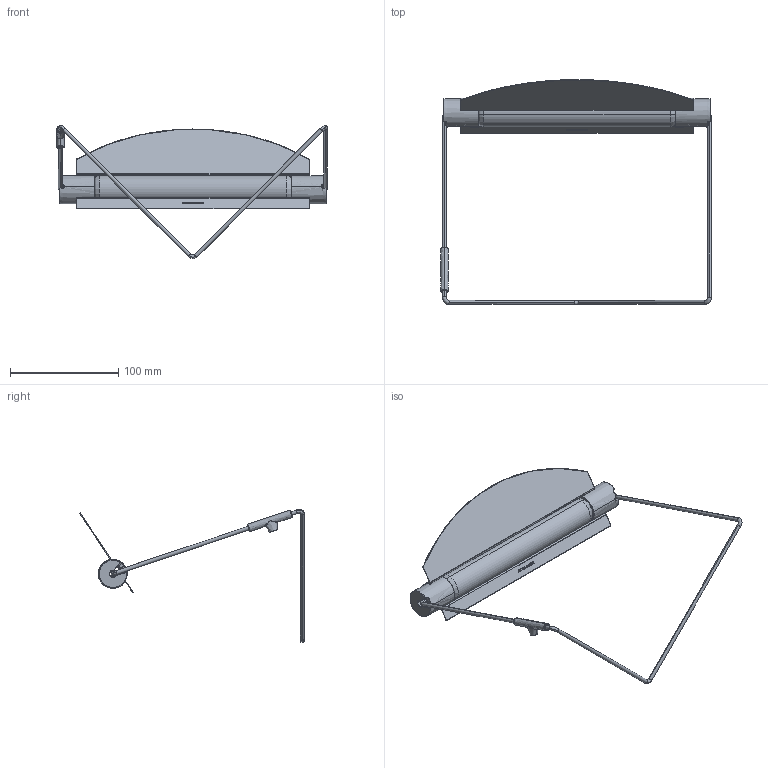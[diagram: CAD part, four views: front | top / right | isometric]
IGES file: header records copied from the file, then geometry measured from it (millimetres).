
Start section: SolidWorks IGES file using analytic representation for surfaces
Global section: file name: Lamparaprima.IGS; native system: SolidWorks 2024; preprocessor: SolidWorks 2024; author: alex.movellan; date: 251210.114135; units: millimetre
Bounding box: 250.25 x 207.44 x 123 mm (x, y, z)
Surface area: 80340.9 mm2 (no closed solid volume)
Topology: 0 solids, 0 shells, 167 faces, 2874 edges, 2870 vertices
Faces by surface type: revolution 85, bspline 82
